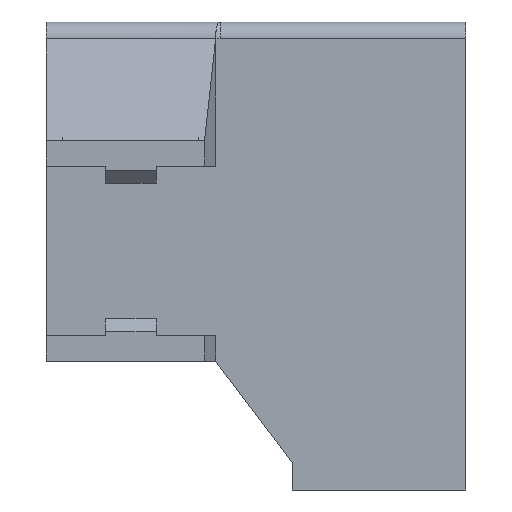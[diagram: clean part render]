
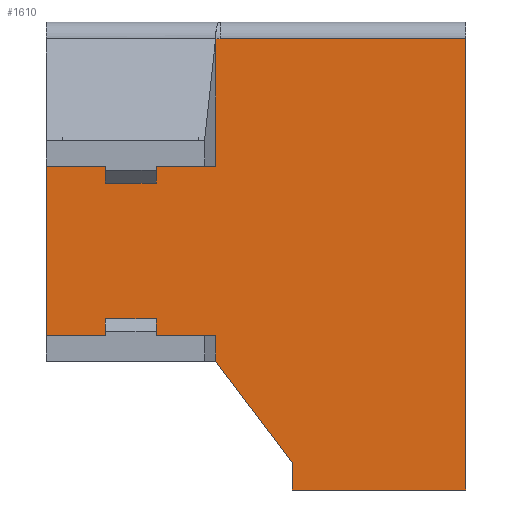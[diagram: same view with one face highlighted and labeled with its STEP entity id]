
A CAD part, front view. The second image highlights one B-rep face of the part: STEP entity #1610.
In plain terms, the highlighted planar face has unit normal (0, -1, 0).
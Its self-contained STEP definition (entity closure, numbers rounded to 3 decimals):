
#20=B_SPLINE_CURVE_WITH_KNOTS('',3,(#2391,#2392,#2393,#2394,#2395,#2396,
#2397,#2398),.UNSPECIFIED.,.F.,.F.,(4,1,1,1,1,4),(-0.052,-0.045,
-0.023,-0.011,-0.006,0.),
 .UNSPECIFIED.);
#85=FACE_OUTER_BOUND('',#173,.T.);
#173=EDGE_LOOP('',(#1119,#1120,#1121,#1122,#1123,#1124,#1125,#1126,#1127,
#1128,#1129,#1130,#1131,#1132,#1133,#1134,#1135,#1136,#1137,#1138));
#262=LINE('',#2242,#469);
#264=LINE('',#2246,#471);
#284=LINE('',#2297,#491);
#293=LINE('',#2317,#500);
#295=LINE('',#2401,#502);
#296=LINE('',#2403,#503);
#297=LINE('',#2405,#504);
#298=LINE('',#2407,#505);
#299=LINE('',#2409,#506);
#300=LINE('',#2411,#507);
#301=LINE('',#2413,#508);
#302=LINE('',#2415,#509);
#303=LINE('',#2417,#510);
#304=LINE('',#2419,#511);
#305=LINE('',#2421,#512);
#306=LINE('',#2423,#513);
#307=LINE('',#2425,#514);
#308=LINE('',#2427,#515);
#309=LINE('',#2428,#516);
#469=VECTOR('',#1815,10.);
#471=VECTOR('',#1819,10.);
#491=VECTOR('',#1859,10.);
#500=VECTOR('',#1876,10.);
#502=VECTOR('',#1880,10.);
#503=VECTOR('',#1881,10.);
#504=VECTOR('',#1882,10.);
#505=VECTOR('',#1883,1.);
#506=VECTOR('',#1884,1.);
#507=VECTOR('',#1885,1.);
#508=VECTOR('',#1886,1.);
#509=VECTOR('',#1887,1.);
#510=VECTOR('',#1888,1.);
#511=VECTOR('',#1889,1.);
#512=VECTOR('',#1890,1.);
#513=VECTOR('',#1891,1.);
#514=VECTOR('',#1892,1.);
#515=VECTOR('',#1893,1.);
#516=VECTOR('',#1894,10.);
#676=VERTEX_POINT('',#2239);
#677=VERTEX_POINT('',#2241);
#678=VERTEX_POINT('',#2245);
#698=VERTEX_POINT('',#2294);
#699=VERTEX_POINT('',#2296);
#706=VERTEX_POINT('',#2315);
#708=VERTEX_POINT('',#2374);
#709=VERTEX_POINT('',#2402);
#710=VERTEX_POINT('',#2404);
#711=VERTEX_POINT('',#2406);
#712=VERTEX_POINT('',#2408);
#713=VERTEX_POINT('',#2410);
#714=VERTEX_POINT('',#2412);
#715=VERTEX_POINT('',#2414);
#716=VERTEX_POINT('',#2416);
#717=VERTEX_POINT('',#2418);
#718=VERTEX_POINT('',#2420);
#719=VERTEX_POINT('',#2422);
#720=VERTEX_POINT('',#2424);
#721=VERTEX_POINT('',#2426);
#829=EDGE_CURVE('',#677,#676,#262,.T.);
#831=EDGE_CURVE('',#676,#678,#264,.T.);
#856=EDGE_CURVE('',#699,#698,#284,.T.);
#867=EDGE_CURVE('',#706,#698,#293,.T.);
#869=EDGE_CURVE('',#708,#706,#20,.T.);
#871=EDGE_CURVE('',#699,#678,#295,.T.);
#872=EDGE_CURVE('',#709,#708,#296,.T.);
#873=EDGE_CURVE('',#710,#709,#297,.T.);
#874=EDGE_CURVE('',#711,#710,#298,.T.);
#875=EDGE_CURVE('',#712,#711,#299,.T.);
#876=EDGE_CURVE('',#713,#712,#300,.T.);
#877=EDGE_CURVE('',#714,#713,#301,.T.);
#878=EDGE_CURVE('',#715,#714,#302,.T.);
#879=EDGE_CURVE('',#715,#716,#303,.T.);
#880=EDGE_CURVE('',#717,#716,#304,.T.);
#881=EDGE_CURVE('',#718,#717,#305,.T.);
#882=EDGE_CURVE('',#719,#718,#306,.T.);
#883=EDGE_CURVE('',#720,#719,#307,.T.);
#884=EDGE_CURVE('',#721,#720,#308,.T.);
#885=EDGE_CURVE('',#677,#721,#309,.T.);
#1119=ORIENTED_EDGE('',*,*,#831,.T.);
#1120=ORIENTED_EDGE('',*,*,#871,.F.);
#1121=ORIENTED_EDGE('',*,*,#856,.T.);
#1122=ORIENTED_EDGE('',*,*,#867,.F.);
#1123=ORIENTED_EDGE('',*,*,#869,.F.);
#1124=ORIENTED_EDGE('',*,*,#872,.F.);
#1125=ORIENTED_EDGE('',*,*,#873,.F.);
#1126=ORIENTED_EDGE('',*,*,#874,.F.);
#1127=ORIENTED_EDGE('',*,*,#875,.F.);
#1128=ORIENTED_EDGE('',*,*,#876,.F.);
#1129=ORIENTED_EDGE('',*,*,#877,.F.);
#1130=ORIENTED_EDGE('',*,*,#878,.F.);
#1131=ORIENTED_EDGE('',*,*,#879,.T.);
#1132=ORIENTED_EDGE('',*,*,#880,.F.);
#1133=ORIENTED_EDGE('',*,*,#881,.F.);
#1134=ORIENTED_EDGE('',*,*,#882,.F.);
#1135=ORIENTED_EDGE('',*,*,#883,.F.);
#1136=ORIENTED_EDGE('',*,*,#884,.F.);
#1137=ORIENTED_EDGE('',*,*,#885,.F.);
#1138=ORIENTED_EDGE('',*,*,#829,.T.);
#1537=PLANE('',#1717);
#1610=ADVANCED_FACE('',(#85),#1537,.T.);
#1717=AXIS2_PLACEMENT_3D('',#2400,#1878,#1879);
#1815=DIRECTION('',(0.602,0.,-0.799));
#1819=DIRECTION('',(0.,0.,-1.));
#1859=DIRECTION('',(0.,0.,1.));
#1876=DIRECTION('',(1.,0.,0.));
#1878=DIRECTION('center_axis',(0.,-1.,0.));
#1879=DIRECTION('ref_axis',(0.,0.,-1.));
#1880=DIRECTION('',(-1.,0.,0.));
#1881=DIRECTION('',(0.,0.,1.));
#1882=DIRECTION('',(0.,0.,1.));
#1883=DIRECTION('',(1.,0.,0.));
#1884=DIRECTION('',(0.,0.,1.));
#1885=DIRECTION('',(1.,0.,0.));
#1886=DIRECTION('',(0.,0.,-1.));
#1887=DIRECTION('',(1.,0.,0.));
#1888=DIRECTION('',(0.,0.,-1.));
#1889=DIRECTION('',(-1.,0.,0.));
#1890=DIRECTION('',(0.,0.,-1.));
#1891=DIRECTION('',(-1.,0.,0.));
#1892=DIRECTION('',(0.,0.,1.));
#1893=DIRECTION('',(-1.,0.,0.));
#1894=DIRECTION('',(0.,0.,1.));
#2239=CARTESIAN_POINT('',(19.043,-23.,-32.));
#2241=CARTESIAN_POINT('',(10.,-23.,-20.));
#2242=CARTESIAN_POINT('',(21.282,-23.,-34.972));
#2245=CARTESIAN_POINT('',(19.043,-23.,-35.2));
#2246=CARTESIAN_POINT('',(19.043,-23.,-34.4));
#2294=CARTESIAN_POINT('',(39.532,-23.,18.));
#2296=CARTESIAN_POINT('',(39.532,-23.,-35.2));
#2297=CARTESIAN_POINT('',(39.532,-23.,-32.));
#2315=CARTESIAN_POINT('',(10.522,-23.,18.));
#2317=CARTESIAN_POINT('',(29.287,-23.,18.));
#2374=CARTESIAN_POINT('',(10.,-23.,18.065));
#2391=CARTESIAN_POINT('Ctrl Pts',(10.,-23.,18.065));
#2392=CARTESIAN_POINT('Ctrl Pts',(10.023,-23.,18.059));
#2393=CARTESIAN_POINT('Ctrl Pts',(10.12,-23.,18.036));
#2394=CARTESIAN_POINT('Ctrl Pts',(10.256,-23.,18.014));
#2395=CARTESIAN_POINT('Ctrl Pts',(10.389,-23.,18.004));
#2396=CARTESIAN_POINT('Ctrl Pts',(10.465,-23.,18.001));
#2397=CARTESIAN_POINT('Ctrl Pts',(10.503,-23.,18.));
#2398=CARTESIAN_POINT('Ctrl Pts',(10.522,-23.,18.));
#2400=CARTESIAN_POINT('Origin',(29.287,-23.,-33.6));
#2401=CARTESIAN_POINT('',(24.165,-23.,-35.2));
#2402=CARTESIAN_POINT('',(10.,-23.,18.007));
#2403=CARTESIAN_POINT('',(10.,-23.,-21.4));
#2404=CARTESIAN_POINT('',(10.,-23.,3.));
#2405=CARTESIAN_POINT('',(10.,-23.,-9.1));
#2406=CARTESIAN_POINT('',(3.,-23.,3.));
#2407=CARTESIAN_POINT('',(3.,-23.,3.));
#2408=CARTESIAN_POINT('',(3.,-23.,1.));
#2409=CARTESIAN_POINT('',(3.,-23.,1.));
#2410=CARTESIAN_POINT('',(-3.,-23.,1.));
#2411=CARTESIAN_POINT('',(-3.,-23.,1.));
#2412=CARTESIAN_POINT('',(-3.,-23.,3.));
#2413=CARTESIAN_POINT('',(-3.,-23.,3.));
#2414=CARTESIAN_POINT('',(-10.,-23.,3.));
#2415=CARTESIAN_POINT('',(-10.,-23.,3.));
#2416=CARTESIAN_POINT('',(-10.,-23.,-17.));
#2417=CARTESIAN_POINT('',(-10.,-23.,3.));
#2418=CARTESIAN_POINT('',(-2.987,-23.,-17.));
#2419=CARTESIAN_POINT('',(-2.987,-23.,-17.));
#2420=CARTESIAN_POINT('',(-2.987,-23.,-15.));
#2421=CARTESIAN_POINT('',(-2.987,-23.,-15.));
#2422=CARTESIAN_POINT('',(3.013,-23.,-15.));
#2423=CARTESIAN_POINT('',(3.013,-23.,-15.));
#2424=CARTESIAN_POINT('',(3.013,-23.,-17.));
#2425=CARTESIAN_POINT('',(3.013,-23.,-17.));
#2426=CARTESIAN_POINT('',(10.,-23.,-17.));
#2427=CARTESIAN_POINT('',(10.,-23.,-17.));
#2428=CARTESIAN_POINT('',(10.,-23.,-9.1));
